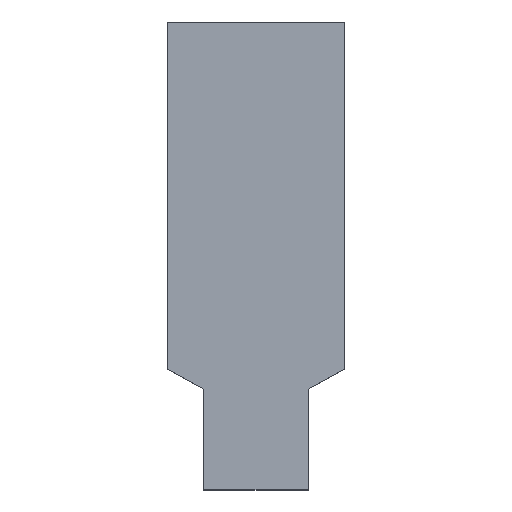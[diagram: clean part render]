
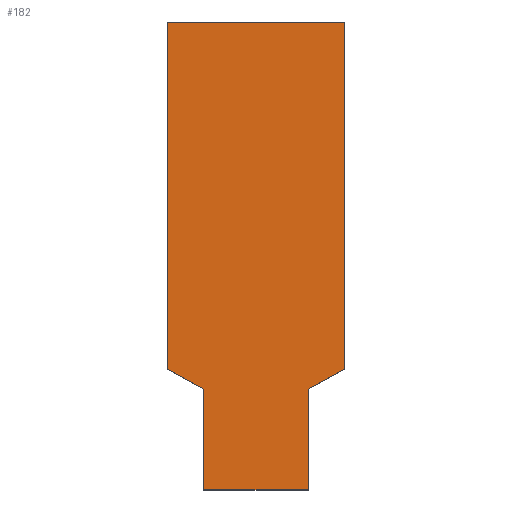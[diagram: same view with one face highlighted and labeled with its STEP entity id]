
A CAD part, top view. The second image highlights one B-rep face of the part: STEP entity #182.
In plain terms, the highlighted planar face has unit normal (0, 0, 1).
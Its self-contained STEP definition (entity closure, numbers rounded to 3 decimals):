
#16=FACE_OUTER_BOUND('',#26,.T.);
#26=EDGE_LOOP('',(#127,#128,#129,#130,#131,#132,#133,#134));
#38=LINE('',#270,#62);
#39=LINE('',#273,#63);
#40=LINE('',#275,#64);
#41=LINE('',#277,#65);
#42=LINE('',#279,#66);
#43=LINE('',#281,#67);
#44=LINE('',#283,#68);
#45=LINE('',#284,#69);
#62=VECTOR('',#222,10.);
#63=VECTOR('',#225,10.008);
#64=VECTOR('',#226,0.471);
#65=VECTOR('',#227,3.956);
#66=VECTOR('',#228,2.02);
#67=VECTOR('',#229,3.956);
#68=VECTOR('',#230,0.471);
#69=VECTOR('',#231,10.008);
#84=VERTEX_POINT('',#264);
#86=VERTEX_POINT('',#268);
#87=VERTEX_POINT('',#272);
#88=VERTEX_POINT('',#274);
#89=VERTEX_POINT('',#276);
#90=VERTEX_POINT('',#278);
#91=VERTEX_POINT('',#280);
#92=VERTEX_POINT('',#282);
#102=EDGE_CURVE('',#84,#86,#38,.T.);
#103=EDGE_CURVE('',#86,#87,#39,.T.);
#104=EDGE_CURVE('',#87,#88,#40,.T.);
#105=EDGE_CURVE('',#88,#89,#41,.T.);
#106=EDGE_CURVE('',#89,#90,#42,.F.);
#107=EDGE_CURVE('',#90,#91,#43,.T.);
#108=EDGE_CURVE('',#91,#92,#44,.T.);
#109=EDGE_CURVE('',#92,#84,#45,.T.);
#127=ORIENTED_EDGE('',*,*,#102,.T.);
#128=ORIENTED_EDGE('',*,*,#103,.T.);
#129=ORIENTED_EDGE('',*,*,#104,.T.);
#130=ORIENTED_EDGE('',*,*,#105,.T.);
#131=ORIENTED_EDGE('',*,*,#106,.T.);
#132=ORIENTED_EDGE('',*,*,#107,.T.);
#133=ORIENTED_EDGE('',*,*,#108,.T.);
#134=ORIENTED_EDGE('',*,*,#109,.T.);
#172=PLANE('',#206);
#182=ADVANCED_FACE('',(#16),#172,.T.);
#206=AXIS2_PLACEMENT_3D('',#271,#223,#224);
#222=DIRECTION('',(1.,0.,0.));
#223=DIRECTION('center_axis',(0.,0.,
1.));
#224=DIRECTION('ref_axis',(1.,0.,0.));
#225=DIRECTION('',(0.,1.,0.));
#226=DIRECTION('',(0.875,0.483,0.));
#227=DIRECTION('',(0.,1.,0.));
#228=DIRECTION('',(1.,0.,0.));
#229=DIRECTION('',(0.,-1.,0.));
#230=DIRECTION('',(0.875,-0.483,0.));
#231=DIRECTION('',(0.,-1.,0.));
#264=CARTESIAN_POINT('',(-0.597,-5.15,0.635));
#268=CARTESIAN_POINT('',(0.598,-5.15,0.635));
#270=CARTESIAN_POINT('',(2.74,-5.15,0.635));
#271=CARTESIAN_POINT('Origin',(0.,-7.117,0.635));
#272=CARTESIAN_POINT('',(0.598,-4.,0.635));
#273=CARTESIAN_POINT('',(0.598,-4.,0.635));
#274=CARTESIAN_POINT('',(1.01,-3.772,0.635));
#275=CARTESIAN_POINT('',(1.01,-3.772,0.635));
#276=CARTESIAN_POINT('',(1.01,0.183,0.635));
#277=CARTESIAN_POINT('',(1.01,0.,0.635));
#278=CARTESIAN_POINT('',(-1.01,0.183,0.635));
#279=CARTESIAN_POINT('',(0.505,0.183,0.635));
#280=CARTESIAN_POINT('',(-1.01,-3.772,0.635));
#281=CARTESIAN_POINT('',(-1.01,0.028,0.635));
#282=CARTESIAN_POINT('',(-0.597,-4.,0.635));
#283=CARTESIAN_POINT('',(-0.597,-4.,0.635));
#284=CARTESIAN_POINT('',(-0.598,-14.008,0.635));
